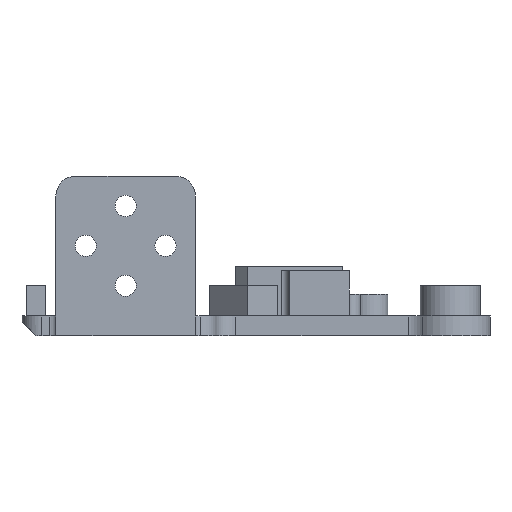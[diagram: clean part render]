
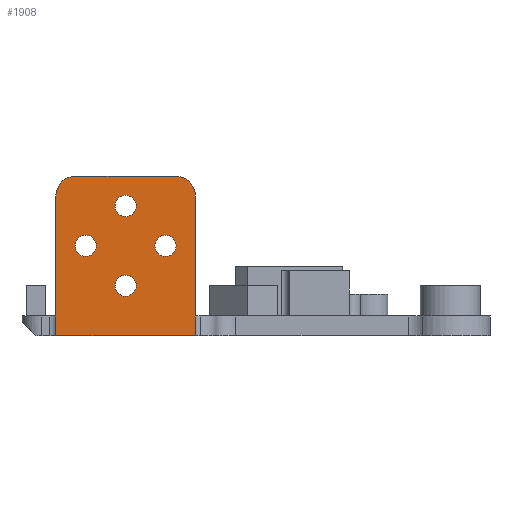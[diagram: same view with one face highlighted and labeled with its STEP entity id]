
A CAD part, left-side view. The second image highlights one B-rep face of the part: STEP entity #1908.
In plain terms, the highlighted planar face has unit normal (-1, 0, 0).
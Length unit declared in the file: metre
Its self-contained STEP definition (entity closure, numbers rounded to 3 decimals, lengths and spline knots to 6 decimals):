
#77=LINE('',#2913,#222);
#78=LINE('',#2918,#223);
#79=LINE('',#2922,#224);
#80=LINE('',#2924,#225);
#81=LINE('',#2926,#226);
#82=LINE('',#2928,#227);
#222=VECTOR('',#2303,1.);
#223=VECTOR('',#2306,1.);
#224=VECTOR('',#2309,1.);
#225=VECTOR('',#2310,1.);
#226=VECTOR('',#2311,1.);
#227=VECTOR('',#2312,1.);
#378=ORIENTED_EDGE('',*,*,#894,.T.);
#379=ORIENTED_EDGE('',*,*,#898,.F.);
#380=ORIENTED_EDGE('',*,*,#899,.T.);
#381=ORIENTED_EDGE('',*,*,#900,.F.);
#382=ORIENTED_EDGE('',*,*,#901,.T.);
#383=ORIENTED_EDGE('',*,*,#902,.T.);
#384=ORIENTED_EDGE('',*,*,#903,.T.);
#385=ORIENTED_EDGE('',*,*,#904,.F.);
#386=ORIENTED_EDGE('',*,*,#905,.F.);
#387=ORIENTED_EDGE('',*,*,#906,.T.);
#388=ORIENTED_EDGE('',*,*,#907,.T.);
#389=ORIENTED_EDGE('',*,*,#896,.F.);
#894=EDGE_CURVE('',#1154,#1154,#1340,.T.);
#896=EDGE_CURVE('',#1156,#1156,#1342,.T.);
#898=EDGE_CURVE('',#1158,#1159,#77,.T.);
#899=EDGE_CURVE('',#1158,#1160,#1344,.T.);
#900=EDGE_CURVE('',#1161,#1160,#78,.T.);
#901=EDGE_CURVE('',#1161,#1162,#1345,.T.);
#902=EDGE_CURVE('',#1162,#1163,#79,.T.);
#903=EDGE_CURVE('',#1163,#1164,#80,.T.);
#904=EDGE_CURVE('',#1165,#1164,#81,.T.);
#905=EDGE_CURVE('',#1159,#1165,#82,.T.);
#906=EDGE_CURVE('',#1166,#1166,#1346,.T.);
#907=EDGE_CURVE('',#1167,#1167,#1347,.T.);
#1154=VERTEX_POINT('',#2904);
#1156=VERTEX_POINT('',#2909);
#1158=VERTEX_POINT('',#2914);
#1159=VERTEX_POINT('',#2915);
#1160=VERTEX_POINT('',#2917);
#1161=VERTEX_POINT('',#2919);
#1162=VERTEX_POINT('',#2921);
#1163=VERTEX_POINT('',#2923);
#1164=VERTEX_POINT('',#2925);
#1165=VERTEX_POINT('',#2927);
#1166=VERTEX_POINT('',#2930);
#1167=VERTEX_POINT('',#2932);
#1340=CIRCLE('',#2043,0.003378);
#1342=CIRCLE('',#2046,0.003378);
#1344=CIRCLE('',#2049,0.00635);
#1345=CIRCLE('',#2050,0.00635);
#1346=CIRCLE('',#2051,0.003378);
#1347=CIRCLE('',#2052,0.003378);
#1453=EDGE_LOOP('',(#378));
#1454=EDGE_LOOP('',(#379,#380,#381,#382,#383,#384,#385,#386));
#1455=EDGE_LOOP('',(#387));
#1456=EDGE_LOOP('',(#388));
#1457=EDGE_LOOP('',(#389));
#1653=FACE_BOUND('',#1453,.T.);
#1654=FACE_BOUND('',#1454,.T.);
#1655=FACE_BOUND('',#1455,.T.);
#1656=FACE_BOUND('',#1456,.T.);
#1657=FACE_BOUND('',#1457,.T.);
#1845=PLANE('',#2048);
#1908=ADVANCED_FACE('',(#1653,#1654,#1655,#1656,#1657),#1845,.T.);
#2043=AXIS2_PLACEMENT_3D('',#2903,#2291,#2292);
#2046=AXIS2_PLACEMENT_3D('',#2908,#2297,#2298);
#2048=AXIS2_PLACEMENT_3D('',#2912,#2301,#2302);
#2049=AXIS2_PLACEMENT_3D('',#2916,#2304,#2305);
#2050=AXIS2_PLACEMENT_3D('',#2920,#2307,#2308);
#2051=AXIS2_PLACEMENT_3D('',#2929,#2313,#2314);
#2052=AXIS2_PLACEMENT_3D('',#2931,#2315,#2316);
#2291=DIRECTION('',(1.,0.,0.));
#2292=DIRECTION('',(0.,0.,1.));
#2297=DIRECTION('',(-1.,0.,0.));
#2298=DIRECTION('',(0.,0.,1.));
#2301=DIRECTION('',(-1.,0.,0.));
#2302=DIRECTION('',(0.,0.,-1.));
#2303=DIRECTION('',(0.,0.,-1.));
#2304=DIRECTION('',(-1.,0.,0.));
#2305=DIRECTION('',(0.,0.,1.));
#2306=DIRECTION('',(0.,-1.,0.));
#2307=DIRECTION('',(-1.,0.,0.));
#2308=DIRECTION('',(0.,0.,1.));
#2309=DIRECTION('',(0.,0.,-1.));
#2310=DIRECTION('',(0.,0.,-1.));
#2311=DIRECTION('',(0.,1.,0.));
#2312=DIRECTION('',(0.,0.,-1.));
#2313=DIRECTION('',(1.,0.,0.));
#2314=DIRECTION('',(0.,1.,0.));
#2315=DIRECTION('',(1.,0.,0.));
#2316=DIRECTION('',(0.,1.,0.));
#2903=CARTESIAN_POINT('',(-0.06675,0.063511,-0.0127));
#2904=CARTESIAN_POINT('',(-0.06675,0.063511,-0.009322));
#2908=CARTESIAN_POINT('',(-0.06675,0.063511,0.0127));
#2909=CARTESIAN_POINT('',(-0.06675,0.063511,0.016078));
#2912=CARTESIAN_POINT('',(-0.06675,-0.060873,0.167203));
#2913=CARTESIAN_POINT('',(-0.06675,0.041286,0.009398));
#2914=CARTESIAN_POINT('',(-0.06675,0.041286,0.015875));
#2915=CARTESIAN_POINT('',(-0.06675,0.041286,-0.022352));
#2916=CARTESIAN_POINT('',(-0.06675,0.047636,0.015875));
#2917=CARTESIAN_POINT('',(-0.06675,0.047636,0.022225));
#2918=CARTESIAN_POINT('',(-0.06675,0.063511,0.022225));
#2919=CARTESIAN_POINT('',(-0.06675,0.079386,0.022225));
#2920=CARTESIAN_POINT('',(-0.06675,0.079386,0.015875));
#2921=CARTESIAN_POINT('',(-0.06675,0.085736,0.015875));
#2922=CARTESIAN_POINT('',(-0.06675,0.085736,0.009398));
#2923=CARTESIAN_POINT('',(-0.06675,0.085736,-0.022352));
#2924=CARTESIAN_POINT('',(-0.06675,0.085736,0.009398));
#2925=CARTESIAN_POINT('',(-0.06675,0.085736,-0.028702));
#2926=CARTESIAN_POINT('',(-0.06675,-0.060873,-0.028702));
#2927=CARTESIAN_POINT('',(-0.06675,0.041286,-0.028702));
#2928=CARTESIAN_POINT('',(-0.06675,0.041286,0.009398));
#2929=CARTESIAN_POINT('',(-0.06675,0.050811,0.));
#2930=CARTESIAN_POINT('',(-0.06675,0.054189,0.));
#2931=CARTESIAN_POINT('',(-0.06675,0.076211,0.));
#2932=CARTESIAN_POINT('',(-0.06675,0.079589,0.));
